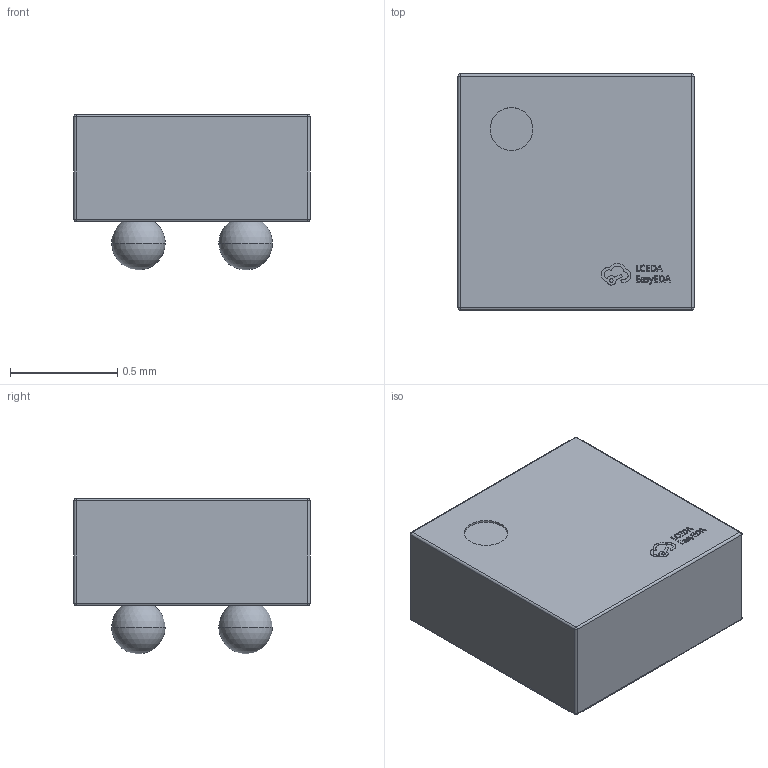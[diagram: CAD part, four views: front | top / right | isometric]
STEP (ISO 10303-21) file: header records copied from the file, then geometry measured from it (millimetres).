
FILE_DESCRIPTION (( 'STEP AP214' ), '1' );
FILE_NAME ('DSBGA-4_L1.1-W1.1-R2-C2-P0.50-BL.step', '2022-06-22T14:31:54', ( '' ), ( '' ), 'SwSTEP 2.0', 'SolidWorks 2020', '' );
FILE_SCHEMA (( 'AUTOMOTIVE_DESIGN' ));
Length unit declared in the file: millimetre
Products named in the file (1): DSBGA-4_L1.1-W1.1-R2-C2-P0.50-BL
Bounding box: 1.1 x 1.1 x 0.73 mm (x, y, z)
Volume: 0.6 mm3; surface area: 5.4 mm2
Topology: 5 solids, 5 shells, 382 faces, 1047 edges, 686 vertices
Faces by surface type: plane 206, bspline 146, sphere 16, cylinder 14
Entity records: 17210 total; most frequent: CARTESIAN_POINT 5702, ORIENTED_EDGE 2038, DIRECTION 1233, EDGE_CURVE 1019, LINE 687, VECTOR 687, VERTEX_POINT 674, EDGE_LOOP 409
